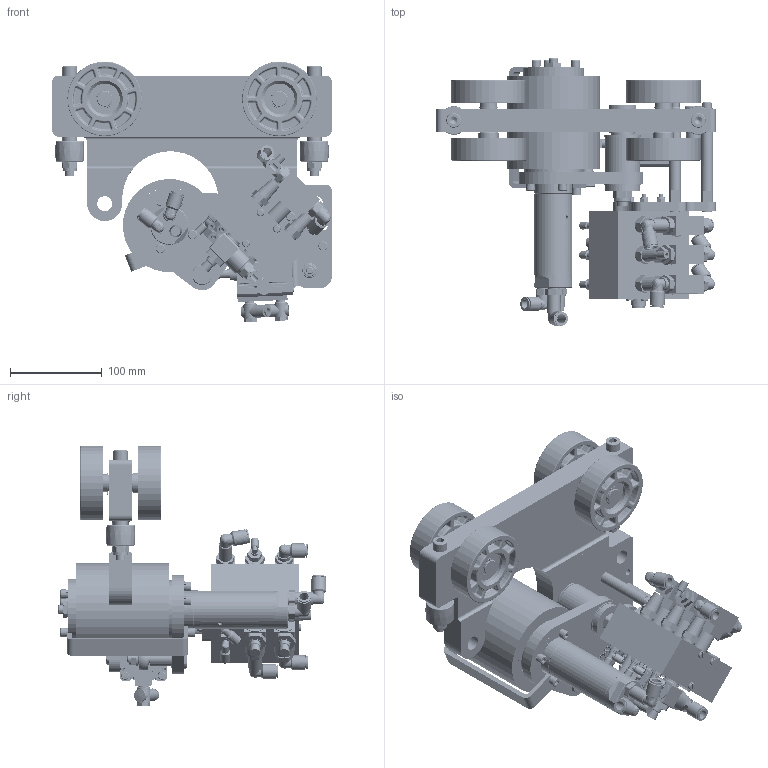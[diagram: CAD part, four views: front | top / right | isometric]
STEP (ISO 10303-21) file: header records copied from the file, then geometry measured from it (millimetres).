
FILE_DESCRIPTION((''),'2;1');
FILE_NAME('UAT-NB-C2-ETA8.stp','2011-07-12T13:36:21',('jholman'),(''),'Autodesk Inventor 2011','Autodesk Inventor 2011','');
FILE_SCHEMA(('AUTOMOTIVE_DESIGN { 1 0 10303 214 1 1 1 1 }'));
Length unit declared in the file: inch
Products named in the file (79): KAT-NB-C2; KAT-NB-C3; ATFP-G2-C; ATTS-640-A; ATPP-OPB-A-2; ATPP-OPB-B-2; ATPP-OPB-B-3; ATWRB-G2-A; ATMP-G2-A-2; ATPBH-1552-A; COM-6; ATRC-EF1-40-A; EF-4025-E_body; EF-4025-E_rod; tre-6; M8x1.25 NYLON NUT; M8 FLAT WASHER; Pin - Unhardened Ground Dowel (Inch) 1/4 x 3/4; SH-62-1; ATPW-D150-25-B; TRB-1625_THRUST WASHER; SH-100; M12x1.25 NYLON NUT; M6_HI-COLLAR LOCK WASHER; SHCS M6x1x25; SHCS M6x1x40; SHCS M6x1x20; MMS-D250-2063-A; lzb33lar002611; WFP-ATDW-A; WRP-ATDW-A; ATDW-95A-A; ATDW-HUB-A; ATDW-WHL-A; SH-75; SHCS M5x0.8x55; 3109 60 14; 3129 60 14; 2F849; 57120 ...
Assembly tree (147 placements, depth 4):
  KAT-NB-C2
    KAT-NB-C3
      ATFP-G2-C
      ATTS-640-A  x2
      ATPP-OPB-A-2
      ATPP-OPB-B-2
      ATPP-OPB-B-3
      ATWRB-G2-A
      ATMP-G2-A-2
      ATPBH-1552-A
      COM-6
      ATRC-EF1-40-A
      EF-4025-E_body
      EF-4025-E_rod
      tre-6
      M8x1.25 NYLON NUT  x2
      M8 FLAT WASHER  x2
      Pin - Unhardened Ground Dowel (Inch) 1/4 x 3/4  x2
      SH-62-1  x2
      ATPW-D150-25-B
      TRB-1625_THRUST WASHER  x2
      SH-100
      M12x1.25 NYLON NUT
      M6_HI-COLLAR LOCK WASHER  x10
      SHCS M6x1x25  x4
      SHCS M6x1x40  x3
      SHCS M6x1x20  x5
      MMS-D250-2063-A
      lzb33lar002611
      WFP-ATDW-A
      WRP-ATDW-A
      ATDW-95A-A
        ATDW-HUB-A
        ATDW-WHL-A
      SH-75  x2
      SHCS M5x0.8x55  x4
      3109 60 14
      3129 60 14
      2F849  x2
      57120  x2
      EM25
      32035  x4
        3D11O6B4B
        3D11W6B4B
      70012  x2
        3D11KDF4A
        3D11MDF4A
        3D11LDF4A
        3D11NDF4A
      3D11CMG4A  x2
      Plain Washer (Metric) 10 N  x2
      M10x1.5 NYLON NUT  x2
      3D11H6B4A  x4
      DIN 913 M10 x 35
      Hex Jam Nut - Metric M10 x 1.5
    ATVP-SMC-A
      ATVA-ROD  x2
      ATVA-SMC-1
      M6 FLAT WASHER  x2
      SHCS M6x1x40  x2
Bounding box: 304.8 x 292.42 x 284.5 mm (x, y, z)
Volume: 3273319.4 mm3; surface area: 898743 mm2
Topology: 155 solids, 157 shells, 6435 faces, 15298 edges, 9524 vertices
Faces by surface type: plane 2704, cylinder 1586, bspline 899, torus 623, cone 364, sphere 259
Full cylindrical faces by diameter (mm): 0.775 x4, 1.016 x8, 1.238 x2, 1.321 x4, 2.54 x1, 3 x4, 3.454 x3, 4 x12, 4.14 x4, 4.166 x6, 4.5 x2, 4.763 x9, 4.928 x22, 5 x4, 5.46 x2, 5.9 x2, 6 x25, 6.2 x2, 6.274 x2, 6.35 x4, 6.38 x6, 6.4 x2, 6.5 x2, 6.528 x3, 6.604 x9, 6.8 x4, 7 x8, 7.112 x1, 8 x15, 8.179 x3
Entity records: 126634 total; most frequent: CARTESIAN_POINT 33596, ORIENTED_EDGE 18776, DIRECTION 16169, EDGE_CURVE 9388, VERTEX_POINT 6322, AXIS2_PLACEMENT_3D 5469, VECTOR 5231, LINE 5231
